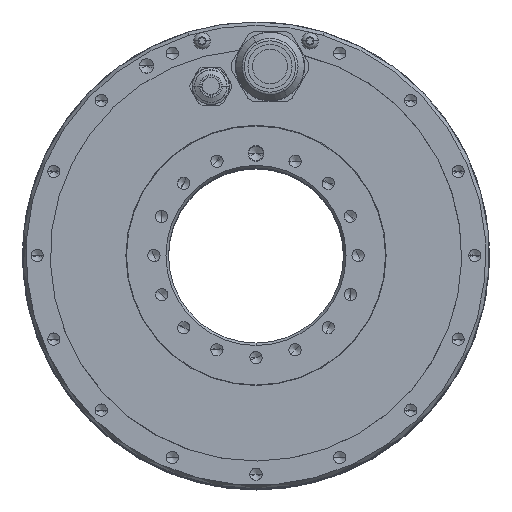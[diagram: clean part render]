
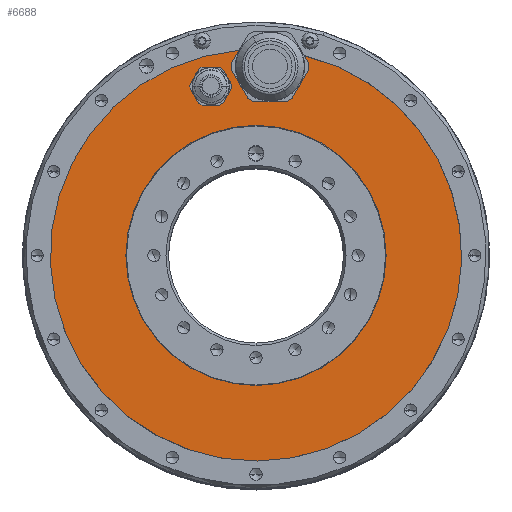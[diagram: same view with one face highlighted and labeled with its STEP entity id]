
A CAD part, top view. The second image highlights one B-rep face of the part: STEP entity #6688.
In plain terms, the highlighted planar face has unit normal (0, 0, 1).
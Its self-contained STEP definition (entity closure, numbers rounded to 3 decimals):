
#356=DIRECTION('',(0.5,-0.866,0.));
#357=VECTOR('',#356,3.137);
#358=CARTESIAN_POINT('',(-10.655,62.608,-0.15));
#359=LINE('',#358,#357);
#360=CARTESIAN_POINT('',(-15.5,58.,-0.15));
#361=DIRECTION('',(0.,0.,1.));
#362=DIRECTION('',(0.725,0.689,0.));
#363=AXIS2_PLACEMENT_3D('',#360,#361,#362);
#365=DIRECTION('',(-1.,0.,0.));
#366=VECTOR('',#365,3.137);
#367=CARTESIAN_POINT('',(-13.931,64.5,-0.15));
#368=LINE('',#367,#366);
#369=CARTESIAN_POINT('',(-15.5,58.,-0.15));
#370=DIRECTION('',(0.,0.,1.));
#371=DIRECTION('',(-0.235,0.972,0.));
#372=AXIS2_PLACEMENT_3D('',#369,#370,#371);
#374=DIRECTION('',(0.5,0.866,0.));
#375=VECTOR('',#374,3.137);
#376=CARTESIAN_POINT('',(-21.913,59.892,-0.15));
#377=LINE('',#376,#375);
#378=CARTESIAN_POINT('',(-15.5,58.,-0.15));
#379=DIRECTION('',(0.,0.,1.));
#380=DIRECTION('',(-0.959,0.283,0.));
#381=AXIS2_PLACEMENT_3D('',#378,#379,#380);
#383=DIRECTION('',(-0.5,0.866,0.));
#384=VECTOR('',#383,3.137);
#385=CARTESIAN_POINT('',(-20.345,53.392,-0.15));
#386=LINE('',#385,#384);
#387=CARTESIAN_POINT('',(-15.5,58.,-0.15));
#388=DIRECTION('',(0.,0.,1.));
#389=DIRECTION('',(-0.725,-0.689,0.));
#390=AXIS2_PLACEMENT_3D('',#387,#388,#389);
#392=DIRECTION('',(1.,0.,0.));
#393=VECTOR('',#392,3.137);
#394=CARTESIAN_POINT('',(-17.069,51.5,-0.15));
#395=LINE('',#394,#393);
#396=CARTESIAN_POINT('',(-15.5,58.,-0.15));
#397=DIRECTION('',(0.,0.,1.));
#398=DIRECTION('',(0.235,-0.972,0.));
#399=AXIS2_PLACEMENT_3D('',#396,#397,#398);
#401=DIRECTION('',(-0.5,-0.866,0.));
#402=VECTOR('',#401,3.137);
#403=CARTESIAN_POINT('',(-9.087,56.108,-0.15));
#404=LINE('',#403,#402);
#405=CARTESIAN_POINT('',(-15.5,58.,-0.15));
#406=DIRECTION('',(0.,0.,1.));
#407=DIRECTION('',(0.959,-0.283,0.));
#408=AXIS2_PLACEMENT_3D('',#405,#406,#407);
#410=CARTESIAN_POINT('',(4.8,64.7,-0.15));
#411=DIRECTION('',(0.,0.,1.));
#412=DIRECTION('',(-0.766,-0.643,0.));
#413=AXIS2_PLACEMENT_3D('',#410,#411,#412);
#415=DIRECTION('',(-1.,0.,0.));
#416=VECTOR('',#415,4.249);
#417=CARTESIAN_POINT('',(6.924,52.7,-0.15));
#418=LINE('',#417,#416);
#419=CARTESIAN_POINT('',(4.8,64.7,-0.15));
#420=DIRECTION('',(0.,0.,1.));
#421=DIRECTION('',(0.174,-0.985,0.));
#422=AXIS2_PLACEMENT_3D('',#419,#420,#421);
#424=DIRECTION('',(-0.5,-0.866,0.));
#425=VECTOR('',#424,4.249);
#426=CARTESIAN_POINT('',(16.255,60.54,-0.15));
#427=LINE('',#426,#425);
#428=CARTESIAN_POINT('',(4.8,64.7,-0.15));
#429=DIRECTION('',(0.,0.,1.));
#430=DIRECTION('',(0.94,-0.341,0.));
#431=AXIS2_PLACEMENT_3D('',#428,#429,#430);
#433=DIRECTION('',(-0.5,-0.866,0.));
#434=VECTOR('',#433,1.613);
#435=CARTESIAN_POINT('',(-5.848,70.257,-0.15));
#436=LINE('',#435,#434);
#437=CARTESIAN_POINT('',(4.8,64.7,-0.15));
#438=DIRECTION('',(0.,0.,1.));
#439=DIRECTION('',(-0.94,0.341,0.));
#440=AXIS2_PLACEMENT_3D('',#437,#438,#439);
#442=DIRECTION('',(0.5,-0.866,0.));
#443=VECTOR('',#442,4.249);
#444=CARTESIAN_POINT('',(-6.655,60.54,-0.15));
#445=LINE('',#444,#443);
#455=CARTESIAN_POINT('',(0.,0.,-0.15));
#456=DIRECTION('',(0.,0.,1.));
#457=DIRECTION('',(-1.,0.,0.));
#458=AXIS2_PLACEMENT_3D('',#455,#456,#457);
#2846=CARTESIAN_POINT('',(0.,0.,-0.15));
#2847=DIRECTION('',(0.,0.,1.));
#2848=DIRECTION('',(-0.083,0.997,0.));
#2849=AXIS2_PLACEMENT_3D('',#2846,#2847,#2848);
#4459=CARTESIAN_POINT('',(0.,0.,-0.15));
#4460=DIRECTION('',(0.,0.,1.));
#4461=DIRECTION('',(1.,0.,0.));
#4462=AXIS2_PLACEMENT_3D('',#4459,#4460,#4461);
#5506=CARTESIAN_POINT('',(-44.59,0.,-0.15));
#5507=CARTESIAN_POINT('',(44.59,0.,-0.15));
#5508=VERTEX_POINT('',#5506);
#5509=VERTEX_POINT('',#5507);
#5690=CARTESIAN_POINT('',(-10.655,62.608,-0.15));
#5691=CARTESIAN_POINT('',(-9.087,59.892,-0.15));
#5692=VERTEX_POINT('',#5690);
#5693=VERTEX_POINT('',#5691);
#5694=CARTESIAN_POINT('',(-13.931,64.5,-0.15));
#5695=VERTEX_POINT('',#5694);
#5696=CARTESIAN_POINT('',(-17.069,64.5,-0.15));
#5697=VERTEX_POINT('',#5696);
#5698=CARTESIAN_POINT('',(-20.345,62.608,-0.15));
#5699=VERTEX_POINT('',#5698);
#5700=CARTESIAN_POINT('',(-21.913,59.892,-0.15));
#5701=VERTEX_POINT('',#5700);
#5702=CARTESIAN_POINT('',(-21.913,56.108,
-0.15));
#5703=VERTEX_POINT('',#5702);
#5704=CARTESIAN_POINT('',(-20.345,53.392,-0.15));
#5705=VERTEX_POINT('',#5704);
#5706=CARTESIAN_POINT('',(-17.069,51.5,-0.15));
#5707=VERTEX_POINT('',#5706);
#5708=CARTESIAN_POINT('',(-13.931,51.5,-0.15));
#5709=VERTEX_POINT('',#5708);
#5710=CARTESIAN_POINT('',(-10.655,53.392,
-0.15));
#5711=VERTEX_POINT('',#5710);
#5712=CARTESIAN_POINT('',(-9.087,56.108,-0.15));
#5713=VERTEX_POINT('',#5712);
#5882=CARTESIAN_POINT('',(-4.53,56.86,-0.15));
#5883=CARTESIAN_POINT('',(2.676,52.7,-0.15));
#5884=VERTEX_POINT('',#5882);
#5885=VERTEX_POINT('',#5883);
#5886=CARTESIAN_POINT('',(-6.655,60.54,-0.15));
#5887=VERTEX_POINT('',#5886);
#5888=CARTESIAN_POINT('',(-6.655,68.86,-0.15));
#5889=VERTEX_POINT('',#5888);
#5890=CARTESIAN_POINT('',(-5.848,70.257,-0.15));
#5891=VERTEX_POINT('',#5890);
#5892=CARTESIAN_POINT('',(16.255,60.54,-0.15));
#5893=CARTESIAN_POINT('',(16.353,68.577,-0.15));
#5894=VERTEX_POINT('',#5892);
#5895=VERTEX_POINT('',#5893);
#5896=CARTESIAN_POINT('',(14.13,56.86,-0.15));
#5897=VERTEX_POINT('',#5896);
#5898=CARTESIAN_POINT('',(6.924,52.7,-0.15));
#5899=VERTEX_POINT('',#5898);
#6632=CARTESIAN_POINT('',(0.,0.,-0.15));
#6633=DIRECTION('',(0.,0.,1.));
#6634=DIRECTION('',(1.,0.,0.));
#6635=AXIS2_PLACEMENT_3D('',#6632,#6633,#6634);
#6636=PLANE('',#6635);
#6638=ORIENTED_EDGE('',*,*,#6637,.T.);
#6640=ORIENTED_EDGE('',*,*,#6639,.F.);
#6642=ORIENTED_EDGE('',*,*,#6641,.T.);
#6644=ORIENTED_EDGE('',*,*,#6643,.F.);
#6646=ORIENTED_EDGE('',*,*,#6645,.T.);
#6648=ORIENTED_EDGE('',*,*,#6647,.F.);
#6650=ORIENTED_EDGE('',*,*,#6649,.T.);
#6652=ORIENTED_EDGE('',*,*,#6651,.T.);
#6654=ORIENTED_EDGE('',*,*,#6653,.T.);
#6655=EDGE_LOOP('',(#6638,#6640,#6642,#6644,#6646,#6648,#6650,#6652,#6654));
#6656=FACE_OUTER_BOUND('',#6655,.F.);
#6657=ORIENTED_EDGE('',*,*,#6611,.F.);
#6659=ORIENTED_EDGE('',*,*,#6658,.T.);
#6661=ORIENTED_EDGE('',*,*,#6660,.T.);
#6663=ORIENTED_EDGE('',*,*,#6662,.T.);
#6665=ORIENTED_EDGE('',*,*,#6664,.F.);
#6667=ORIENTED_EDGE('',*,*,#6666,.T.);
#6669=ORIENTED_EDGE('',*,*,#6668,.F.);
#6671=ORIENTED_EDGE('',*,*,#6670,.T.);
#6673=ORIENTED_EDGE('',*,*,#6672,.T.);
#6675=ORIENTED_EDGE('',*,*,#6674,.T.);
#6677=ORIENTED_EDGE('',*,*,#6676,.F.);
#6679=ORIENTED_EDGE('',*,*,#6678,.T.);
#6680=EDGE_LOOP('',(#6657,#6659,#6661,#6663,#6665,#6667,#6669,#6671,#6673,#6675,
#6677,#6679));
#6681=FACE_BOUND('',#6680,.F.);
#6683=ORIENTED_EDGE('',*,*,#6682,.T.);
#6685=ORIENTED_EDGE('',*,*,#6684,.T.);
#6686=EDGE_LOOP('',(#6683,#6685));
#6687=FACE_BOUND('',#6686,.F.);
#6688=ADVANCED_FACE('',(#6656,#6681,#6687),#6636,.T.);
#364=CIRCLE('',#363,6.687);
#373=CIRCLE('',#372,6.687);
#382=CIRCLE('',#381,6.687);
#391=CIRCLE('',#390,6.687);
#400=CIRCLE('',#399,6.687);
#409=CIRCLE('',#408,6.687);
#414=CIRCLE('',#413,12.187);
#423=CIRCLE('',#422,12.187);
#432=CIRCLE('',#431,12.187);
#441=CIRCLE('',#440,12.187);
#459=CIRCLE('',#458,44.59);
#2850=CIRCLE('',#2849,70.5);
#4463=CIRCLE('',#4462,44.59);
#6611=EDGE_CURVE('',#5692,#5693,#359,.T.);
#6637=EDGE_CURVE('',#5884,#5885,#414,.T.);
#6639=EDGE_CURVE('',#5899,#5885,#418,.T.);
#6641=EDGE_CURVE('',#5899,#5897,#423,.T.);
#6643=EDGE_CURVE('',#5894,#5897,#427,.T.);
#6645=EDGE_CURVE('',#5894,#5895,#432,.T.);
#6647=EDGE_CURVE('',#5891,#5895,#2850,.T.);
#6649=EDGE_CURVE('',#5891,#5889,#436,.T.);
#6651=EDGE_CURVE('',#5889,#5887,#441,.T.);
#6653=EDGE_CURVE('',#5887,#5884,#445,.T.);
#6658=EDGE_CURVE('',#5692,#5695,#364,.T.);
#6660=EDGE_CURVE('',#5695,#5697,#368,.T.);
#6662=EDGE_CURVE('',#5697,#5699,#373,.T.);
#6664=EDGE_CURVE('',#5701,#5699,#377,.T.);
#6666=EDGE_CURVE('',#5701,#5703,#382,.T.);
#6668=EDGE_CURVE('',#5705,#5703,#386,.T.);
#6670=EDGE_CURVE('',#5705,#5707,#391,.T.);
#6672=EDGE_CURVE('',#5707,#5709,#395,.T.);
#6674=EDGE_CURVE('',#5709,#5711,#400,.T.);
#6676=EDGE_CURVE('',#5713,#5711,#404,.T.);
#6678=EDGE_CURVE('',#5713,#5693,#409,.T.);
#6682=EDGE_CURVE('',#5508,#5509,#459,.T.);
#6684=EDGE_CURVE('',#5509,#5508,#4463,.T.);
